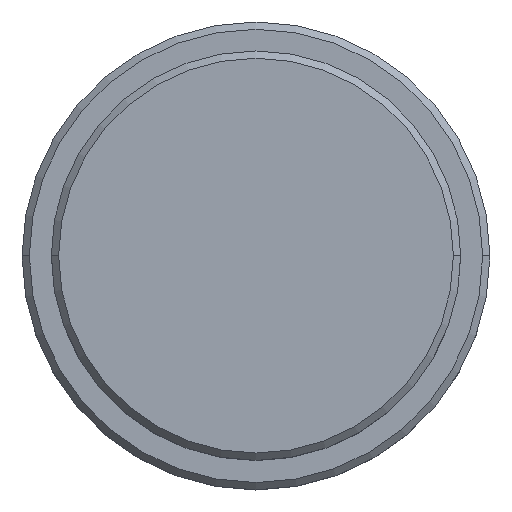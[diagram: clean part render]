
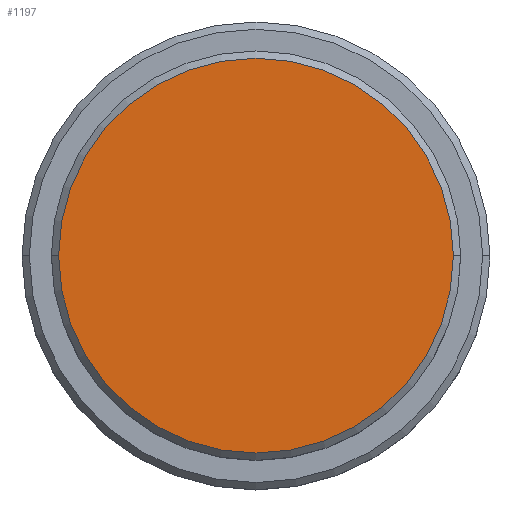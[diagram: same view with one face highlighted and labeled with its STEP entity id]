
A CAD part, top view. The second image highlights one B-rep face of the part: STEP entity #1197.
In plain terms, the highlighted planar face has unit normal (0, 0, 1).
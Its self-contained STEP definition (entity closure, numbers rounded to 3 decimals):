
#142 = AXIS2_PLACEMENT_3D ( 'NONE', #1176, #183, #615 ) ;
#183 = DIRECTION ( 'NONE',  ( 0., 0., 1. ) ) ;
#332 = DIRECTION ( 'NONE',  ( 1., 0., 0. ) ) ;
#485 = CIRCLE ( 'NONE', #1207, 13.5 ) ;
#615 = DIRECTION ( 'NONE',  ( 1., 0., 0. ) ) ;
#632 = DIRECTION ( 'NONE',  ( 0., 0., 1. ) ) ;
#655 = ORIENTED_EDGE ( 'NONE', *, *, #894, .T. ) ;
#698 = VERTEX_POINT ( 'NONE', #1311 ) ;
#720 = FACE_OUTER_BOUND ( 'NONE', #1048, .T. ) ;
#894 = EDGE_CURVE ( 'NONE', #698, #1021, #1135, .T. ) ;
#983 = DIRECTION ( 'NONE',  ( 0., 0., 1. ) ) ;
#1019 = ORIENTED_EDGE ( 'NONE', *, *, #1395, .T. ) ;
#1021 = VERTEX_POINT ( 'NONE', #1092 ) ;
#1048 = EDGE_LOOP ( 'NONE', ( #655, #1019 ) ) ;
#1092 = CARTESIAN_POINT ( 'NONE',  ( 13.5, 0., 0. ) ) ;
#1110 = AXIS2_PLACEMENT_3D ( 'NONE', #1195, #632, #1191 ) ;
#1135 = CIRCLE ( 'NONE', #1110, 13.5 ) ;
#1176 = CARTESIAN_POINT ( 'NONE',  ( 0., 0., 0. ) ) ;
#1191 = DIRECTION ( 'NONE',  ( 1., 0., 0. ) ) ;
#1195 = CARTESIAN_POINT ( 'NONE',  ( 0., 0., 0. ) ) ;
#1197 = ADVANCED_FACE ( 'NONE', ( #720 ), #1389, .T. ) ;
#1207 = AXIS2_PLACEMENT_3D ( 'NONE', #1325, #983, #332 ) ;
#1311 = CARTESIAN_POINT ( 'NONE',  ( -13.5, 0., 0. ) ) ;
#1325 = CARTESIAN_POINT ( 'NONE',  ( 0., 0., 0. ) ) ;
#1389 = PLANE ( 'NONE',  #142 ) ;
#1395 = EDGE_CURVE ( 'NONE', #1021, #698, #485, .T. ) ;
